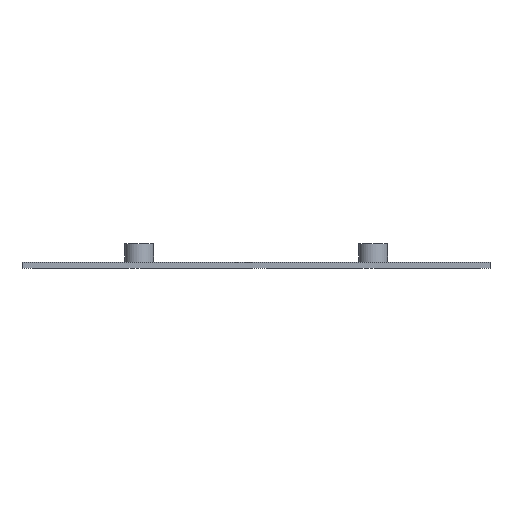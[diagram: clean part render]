
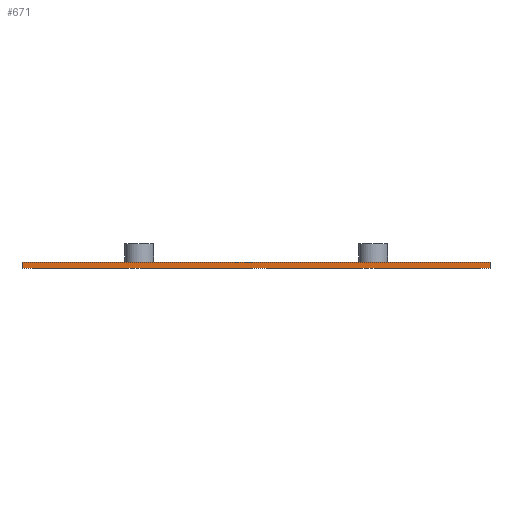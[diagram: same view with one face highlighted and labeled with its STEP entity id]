
A CAD part, front view. The second image highlights one B-rep face of the part: STEP entity #671.
In plain terms, the highlighted planar face has unit normal (0, -1, 0).
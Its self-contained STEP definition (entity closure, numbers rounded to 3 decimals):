
#573 = EDGE_CURVE('',#574,#576,#578,.T.);
#574 = VERTEX_POINT('',#575);
#575 = CARTESIAN_POINT('',(0.,0.,-1.));
#576 = VERTEX_POINT('',#577);
#577 = CARTESIAN_POINT('',(0.,0.,0.));
#578 = LINE('',#579,#580);
#579 = CARTESIAN_POINT('',(0.,0.,-1.));
#580 = VECTOR('',#581,1.);
#581 = DIRECTION('',(0.,0.,1.));
#646 = VERTEX_POINT('',#647);
#647 = CARTESIAN_POINT('',(76.2,0.,0.));
#653 = EDGE_CURVE('',#654,#646,#656,.T.);
#654 = VERTEX_POINT('',#655);
#655 = CARTESIAN_POINT('',(76.2,0.,-1.));
#656 = LINE('',#657,#658);
#657 = CARTESIAN_POINT('',(76.2,0.,-1.));
#658 = VECTOR('',#659,1.);
#659 = DIRECTION('',(0.,0.,1.));
#671 = ADVANCED_FACE('',(#672),#688,.T.);
#672 = FACE_BOUND('',#673,.T.);
#673 = EDGE_LOOP('',(#674,#675,#681,#682));
#674 = ORIENTED_EDGE('',*,*,#653,.T.);
#675 = ORIENTED_EDGE('',*,*,#676,.T.);
#676 = EDGE_CURVE('',#646,#576,#677,.T.);
#677 = LINE('',#678,#679);
#678 = CARTESIAN_POINT('',(76.2,0.,0.));
#679 = VECTOR('',#680,1.);
#680 = DIRECTION('',(-1.,0.,0.));
#681 = ORIENTED_EDGE('',*,*,#573,.F.);
#682 = ORIENTED_EDGE('',*,*,#683,.F.);
#683 = EDGE_CURVE('',#654,#574,#684,.T.);
#684 = LINE('',#685,#686);
#685 = CARTESIAN_POINT('',(76.2,0.,-1.));
#686 = VECTOR('',#687,1.);
#687 = DIRECTION('',(-1.,0.,0.));
#688 = PLANE('',#689);
#689 = AXIS2_PLACEMENT_3D('',#690,#691,#692);
#690 = CARTESIAN_POINT('',(76.2,0.,-1.));
#691 = DIRECTION('',(0.,-1.,0.));
#692 = DIRECTION('',(-1.,0.,0.));
